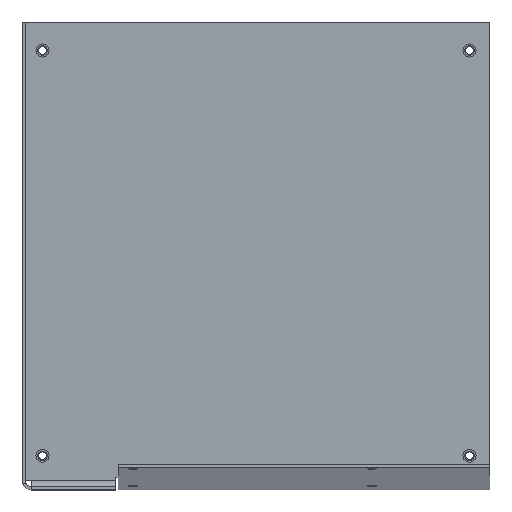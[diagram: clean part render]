
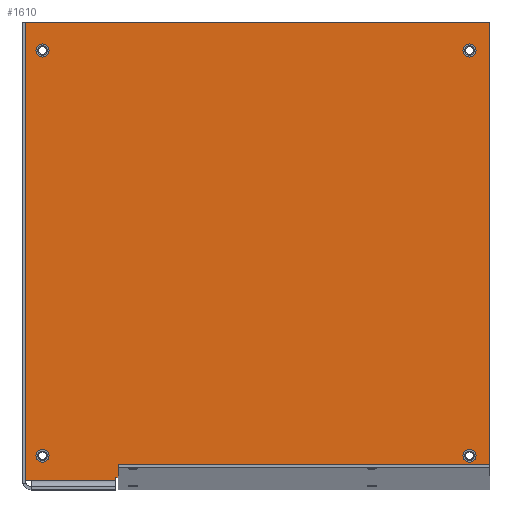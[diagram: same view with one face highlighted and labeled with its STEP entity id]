
A CAD part, top view. The second image highlights one B-rep face of the part: STEP entity #1610.
In plain terms, the highlighted planar face has unit normal (0, 0, 1).
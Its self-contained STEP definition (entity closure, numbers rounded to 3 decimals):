
#1321 = VERTEX_POINT('',#1322);
#1322 = CARTESIAN_POINT('',(30.,4.,1.));
#1328 = EDGE_CURVE('',#1321,#1329,#1331,.T.);
#1329 = VERTEX_POINT('',#1330);
#1330 = CARTESIAN_POINT('',(30.,3.,1.));
#1331 = LINE('',#1332,#1333);
#1332 = CARTESIAN_POINT('',(30.,4.,1.));
#1333 = VECTOR('',#1334,1.);
#1334 = DIRECTION('',(0.,-1.,0.));
#1457 = EDGE_CURVE('',#1458,#1329,#1460,.T.);
#1458 = VERTEX_POINT('',#1459);
#1459 = CARTESIAN_POINT('',(3.,3.,1.));
#1460 = LINE('',#1461,#1462);
#1461 = CARTESIAN_POINT('',(0.,3.,1.));
#1462 = VECTOR('',#1463,1.);
#1463 = DIRECTION('',(1.,0.,0.));
#1591 = VERTEX_POINT('',#1592);
#1592 = CARTESIAN_POINT('',(30.8,4.,1.));
#1598 = EDGE_CURVE('',#1591,#1321,#1599,.T.);
#1599 = LINE('',#1600,#1601);
#1600 = CARTESIAN_POINT('',(30.8,4.,1.));
#1601 = VECTOR('',#1602,1.);
#1602 = DIRECTION('',(-1.,0.,0.));
#1610 = ADVANCED_FACE('',(#1611,#1662,#1673,#1684,#1695),#1706,.T.);
#1611 = FACE_BOUND('',#1612,.T.);
#1612 = EDGE_LOOP('',(#1613,#1623,#1629,#1630,#1631,#1632,#1640,#1648,
    #1656));
#1613 = ORIENTED_EDGE('',*,*,#1614,.T.);
#1614 = EDGE_CURVE('',#1615,#1617,#1619,.T.);
#1615 = VERTEX_POINT('',#1616);
#1616 = CARTESIAN_POINT('',(0.,150.,1.));
#1617 = VERTEX_POINT('',#1618);
#1618 = CARTESIAN_POINT('',(0.,3.,1.));
#1619 = LINE('',#1620,#1621);
#1620 = CARTESIAN_POINT('',(0.,150.,1.));
#1621 = VECTOR('',#1622,1.);
#1622 = DIRECTION('',(0.,-1.,0.));
#1623 = ORIENTED_EDGE('',*,*,#1624,.T.);
#1624 = EDGE_CURVE('',#1617,#1458,#1625,.T.);
#1625 = LINE('',#1626,#1627);
#1626 = CARTESIAN_POINT('',(0.,3.,1.));
#1627 = VECTOR('',#1628,1.);
#1628 = DIRECTION('',(1.,0.,0.));
#1629 = ORIENTED_EDGE('',*,*,#1457,.T.);
#1630 = ORIENTED_EDGE('',*,*,#1328,.F.);
#1631 = ORIENTED_EDGE('',*,*,#1598,.F.);
#1632 = ORIENTED_EDGE('',*,*,#1633,.F.);
#1633 = EDGE_CURVE('',#1634,#1591,#1636,.T.);
#1634 = VERTEX_POINT('',#1635);
#1635 = CARTESIAN_POINT('',(30.8,3.,1.));
#1636 = LINE('',#1637,#1638);
#1637 = CARTESIAN_POINT('',(30.8,3.,1.));
#1638 = VECTOR('',#1639,1.);
#1639 = DIRECTION('',(0.,1.,0.));
#1640 = ORIENTED_EDGE('',*,*,#1641,.T.);
#1641 = EDGE_CURVE('',#1634,#1642,#1644,.T.);
#1642 = VERTEX_POINT('',#1643);
#1643 = CARTESIAN_POINT('',(150.,3.,1.));
#1644 = LINE('',#1645,#1646);
#1645 = CARTESIAN_POINT('',(0.,3.,1.));
#1646 = VECTOR('',#1647,1.);
#1647 = DIRECTION('',(1.,0.,0.));
#1648 = ORIENTED_EDGE('',*,*,#1649,.T.);
#1649 = EDGE_CURVE('',#1642,#1650,#1652,.T.);
#1650 = VERTEX_POINT('',#1651);
#1651 = CARTESIAN_POINT('',(150.,150.,1.));
#1652 = LINE('',#1653,#1654);
#1653 = CARTESIAN_POINT('',(150.,0.,1.));
#1654 = VECTOR('',#1655,1.);
#1655 = DIRECTION('',(0.,1.,0.));
#1656 = ORIENTED_EDGE('',*,*,#1657,.T.);
#1657 = EDGE_CURVE('',#1650,#1615,#1658,.T.);
#1658 = LINE('',#1659,#1660);
#1659 = CARTESIAN_POINT('',(150.,150.,1.));
#1660 = VECTOR('',#1661,1.);
#1661 = DIRECTION('',(-1.,0.,0.));
#1662 = FACE_BOUND('',#1663,.T.);
#1663 = EDGE_LOOP('',(#1664));
#1664 = ORIENTED_EDGE('',*,*,#1665,.F.);
#1665 = EDGE_CURVE('',#1666,#1666,#1668,.T.);
#1666 = VERTEX_POINT('',#1667);
#1667 = CARTESIAN_POINT('',(8.61,11.,1.));
#1668 = CIRCLE('',#1669,2.11);
#1669 = AXIS2_PLACEMENT_3D('',#1670,#1671,#1672);
#1670 = CARTESIAN_POINT('',(6.5,11.,1.));
#1671 = DIRECTION('',(0.,0.,1.));
#1672 = DIRECTION('',(1.,0.,0.));
#1673 = FACE_BOUND('',#1674,.T.);
#1674 = EDGE_LOOP('',(#1675));
#1675 = ORIENTED_EDGE('',*,*,#1676,.F.);
#1676 = EDGE_CURVE('',#1677,#1677,#1679,.T.);
#1677 = VERTEX_POINT('',#1678);
#1678 = CARTESIAN_POINT('',(145.61,11.,1.));
#1679 = CIRCLE('',#1680,2.11);
#1680 = AXIS2_PLACEMENT_3D('',#1681,#1682,#1683);
#1681 = CARTESIAN_POINT('',(143.5,11.,1.));
#1682 = DIRECTION('',(0.,0.,1.));
#1683 = DIRECTION('',(1.,0.,0.));
#1684 = FACE_BOUND('',#1685,.T.);
#1685 = EDGE_LOOP('',(#1686));
#1686 = ORIENTED_EDGE('',*,*,#1687,.F.);
#1687 = EDGE_CURVE('',#1688,#1688,#1690,.T.);
#1688 = VERTEX_POINT('',#1689);
#1689 = CARTESIAN_POINT('',(8.61,141.,1.));
#1690 = CIRCLE('',#1691,2.11);
#1691 = AXIS2_PLACEMENT_3D('',#1692,#1693,#1694);
#1692 = CARTESIAN_POINT('',(6.5,141.,1.));
#1693 = DIRECTION('',(0.,0.,1.));
#1694 = DIRECTION('',(1.,0.,0.));
#1695 = FACE_BOUND('',#1696,.T.);
#1696 = EDGE_LOOP('',(#1697));
#1697 = ORIENTED_EDGE('',*,*,#1698,.F.);
#1698 = EDGE_CURVE('',#1699,#1699,#1701,.T.);
#1699 = VERTEX_POINT('',#1700);
#1700 = CARTESIAN_POINT('',(145.61,141.,1.));
#1701 = CIRCLE('',#1702,2.11);
#1702 = AXIS2_PLACEMENT_3D('',#1703,#1704,#1705);
#1703 = CARTESIAN_POINT('',(143.5,141.,1.));
#1704 = DIRECTION('',(0.,0.,1.));
#1705 = DIRECTION('',(1.,0.,0.));
#1706 = PLANE('',#1707);
#1707 = AXIS2_PLACEMENT_3D('',#1708,#1709,#1710);
#1708 = CARTESIAN_POINT('',(75.,75.068,1.));
#1709 = DIRECTION('',(0.,0.,1.));
#1710 = DIRECTION('',(1.,0.,0.));
